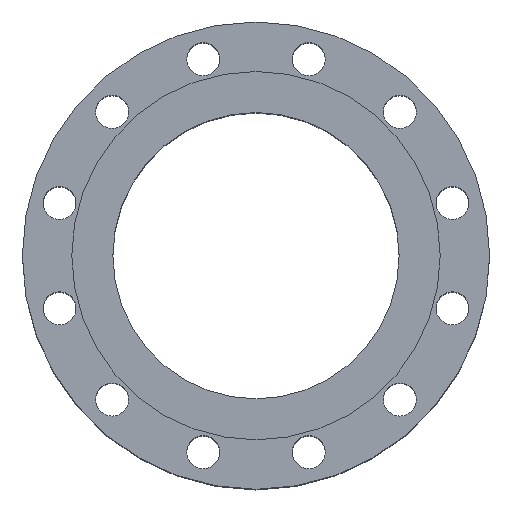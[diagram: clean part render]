
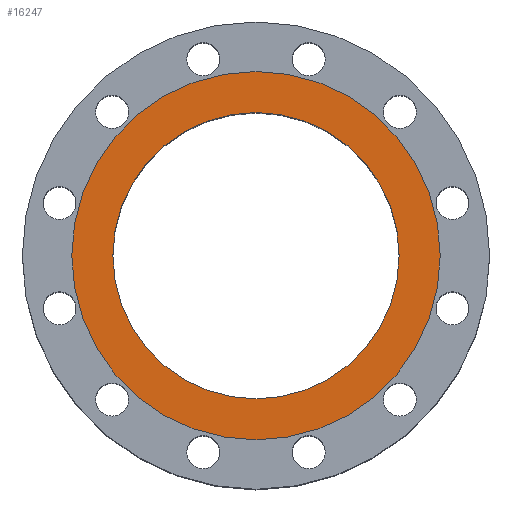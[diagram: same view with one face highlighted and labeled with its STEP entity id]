
A CAD part, top view. The second image highlights one B-rep face of the part: STEP entity #16247.
In plain terms, the highlighted planar face has unit normal (0, 0, 1).
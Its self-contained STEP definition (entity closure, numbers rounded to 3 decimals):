
#835 = CIRCLE ( 'NONE', #15006, 130.2 ) ;
#940 = DIRECTION ( 'NONE',  ( 0., 0., 1. ) ) ;
#1420 = ORIENTED_EDGE ( 'NONE', *, *, #10292, .T. ) ;
#1430 = VERTEX_POINT ( 'NONE', #23449 ) ;
#1893 = CIRCLE ( 'NONE', #16054, 167.5 ) ;
#2154 = VERTEX_POINT ( 'NONE', #17450 ) ;
#2332 = EDGE_LOOP ( 'NONE', ( #1420, #15230 ) ) ;
#3793 = EDGE_LOOP ( 'NONE', ( #24662, #15555 ) ) ;
#4720 = FACE_OUTER_BOUND ( 'NONE', #2332, .T. ) ;
#5987 = DIRECTION ( 'NONE',  ( 1., 0., 0. ) ) ;
#6140 = CARTESIAN_POINT ( 'NONE',  ( 0., 0., 0. ) ) ;
#7493 = DIRECTION ( 'NONE',  ( 1., 0., 0. ) ) ;
#8118 = CARTESIAN_POINT ( 'NONE',  ( 0., 0., 0. ) ) ;
#8273 = DIRECTION ( 'NONE',  ( 1., 0., 0. ) ) ;
#8571 = CIRCLE ( 'NONE', #13647, 167.5 ) ;
#8739 = EDGE_CURVE ( 'NONE', #1430, #19316, #25304, .T. ) ;
#8892 = FACE_BOUND ( 'NONE', #3793, .T. ) ;
#10292 = EDGE_CURVE ( 'NONE', #27848, #2154, #8571, .T. ) ;
#12180 = PLANE ( 'NONE',  #23086 ) ;
#12258 = DIRECTION ( 'NONE',  ( 0., 0., 1. ) ) ;
#12282 = DIRECTION ( 'NONE',  ( 1., 0., 0. ) ) ;
#13647 = AXIS2_PLACEMENT_3D ( 'NONE', #8118, #12258, #7493 ) ;
#14486 = CARTESIAN_POINT ( 'NONE',  ( 130.2, 0., 0. ) ) ;
#15006 = AXIS2_PLACEMENT_3D ( 'NONE', #26992, #29974, #8273 ) ;
#15230 = ORIENTED_EDGE ( 'NONE', *, *, #23657, .T. ) ;
#15555 = ORIENTED_EDGE ( 'NONE', *, *, #8739, .F. ) ;
#16054 = AXIS2_PLACEMENT_3D ( 'NONE', #17013, #18926, #12282 ) ;
#16183 = CARTESIAN_POINT ( 'NONE',  ( 167.5, 0., 0. ) ) ;
#16247 = ADVANCED_FACE ( 'NONE', ( #8892, #4720 ), #12180, .F. ) ;
#17013 = CARTESIAN_POINT ( 'NONE',  ( 0., 0., 0. ) ) ;
#17070 = DIRECTION ( 'NONE',  ( 0., 0., -1. ) ) ;
#17450 = CARTESIAN_POINT ( 'NONE',  ( -167.5, 0., 0. ) ) ;
#18926 = DIRECTION ( 'NONE',  ( 0., 0., 1. ) ) ;
#19316 = VERTEX_POINT ( 'NONE', #14486 ) ;
#19446 = CARTESIAN_POINT ( 'NONE',  ( 0., 167.5, 0. ) ) ;
#20252 = AXIS2_PLACEMENT_3D ( 'NONE', #6140, #940, #5987 ) ;
#23086 = AXIS2_PLACEMENT_3D ( 'NONE', #19446, #17070, #26735 ) ;
#23449 = CARTESIAN_POINT ( 'NONE',  ( -130.2, 0., 0. ) ) ;
#23657 = EDGE_CURVE ( 'NONE', #2154, #27848, #1893, .T. ) ;
#24662 = ORIENTED_EDGE ( 'NONE', *, *, #29660, .F. ) ;
#25304 = CIRCLE ( 'NONE', #20252, 130.2 ) ;
#26735 = DIRECTION ( 'NONE',  ( -1., 0., 0. ) ) ;
#26992 = CARTESIAN_POINT ( 'NONE',  ( 0., 0., 0. ) ) ;
#27848 = VERTEX_POINT ( 'NONE', #16183 ) ;
#29660 = EDGE_CURVE ( 'NONE', #19316, #1430, #835, .T. ) ;
#29974 = DIRECTION ( 'NONE',  ( 0., 0., 1. ) ) ;
